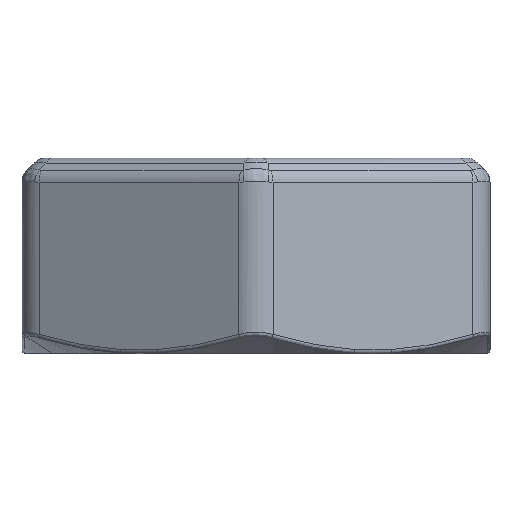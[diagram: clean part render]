
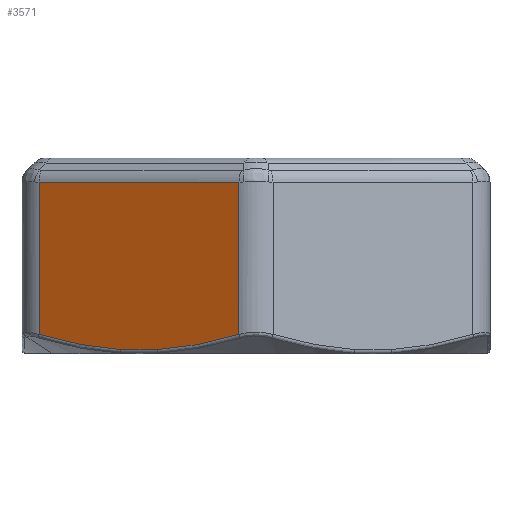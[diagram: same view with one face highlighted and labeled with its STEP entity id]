
A CAD part, left-side view. The second image highlights one B-rep face of the part: STEP entity #3571.
In plain terms, the highlighted planar face has unit normal (-0.866, 0.5, 0).
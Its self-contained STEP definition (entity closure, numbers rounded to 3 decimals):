
#266=CARTESIAN_POINT('Vertex',(-17.032,25.5,20.172)) ;
#301=CARTESIAN_POINT('Line Origine',(-23.59,14.142,20.172)) ;
#305=CARTESIAN_POINT('Vertex',(-30.6,2.,20.172)) ;
#2675=CARTESIAN_POINT('Line Origine',(-30.6,2.,10.5)) ;
#2679=CARTESIAN_POINT('Vertex',(-30.6,2.,2.291)) ;
#2704=CARTESIAN_POINT('Line Origine',(-17.032,25.5,10.5)) ;
#2708=CARTESIAN_POINT('Vertex',(-17.032,25.5,2.291)) ;
#3527=CARTESIAN_POINT('Axis2P3D Location',(-15.877,27.5,0.)) ;
#3533=CARTESIAN_POINT('Control Point',(-30.6,2.,2.291)) ;
#3534=CARTESIAN_POINT('Control Point',(-30.348,2.435,2.16)) ;
#3535=CARTESIAN_POINT('Control Point',(-30.098,2.869,2.035)) ;
#3536=CARTESIAN_POINT('Control Point',(-29.847,3.303,1.915)) ;
#3537=CARTESIAN_POINT('Control Point',(-28.73,5.239,1.402)) ;
#3538=CARTESIAN_POINT('Control Point',(-27.621,7.159,0.998)) ;
#3539=CARTESIAN_POINT('Control Point',(-26.766,8.639,0.757)) ;
#3540=CARTESIAN_POINT('Control Point',(-25.916,10.112,0.59)) ;
#3541=CARTESIAN_POINT('Control Point',(-25.069,11.58,0.5)) ;
#3542=CARTESIAN_POINT('Vertex',(-25.069,11.58,0.5)) ;
#3546=CARTESIAN_POINT('Control Point',(-22.563,15.92,0.5)) ;
#3547=CARTESIAN_POINT('Control Point',(-21.902,17.065,0.571)) ;
#3548=CARTESIAN_POINT('Control Point',(-21.239,18.212,0.687)) ;
#3549=CARTESIAN_POINT('Control Point',(-20.575,19.364,0.85)) ;
#3550=CARTESIAN_POINT('Control Point',(-19.47,21.276,1.192)) ;
#3551=CARTESIAN_POINT('Control Point',(-18.357,23.204,1.649)) ;
#3552=CARTESIAN_POINT('Control Point',(-17.917,23.967,1.847)) ;
#3553=CARTESIAN_POINT('Control Point',(-17.475,24.733,2.061)) ;
#3554=CARTESIAN_POINT('Control Point',(-17.032,25.5,2.291)) ;
#3555=CARTESIAN_POINT('Vertex',(-22.563,15.92,0.5)) ;
#3558=CARTESIAN_POINT('Line Origine',(-23.816,13.75,0.5)) ;
#303=VECTOR('Line Direction',#302,1.) ;
#2677=VECTOR('Line Direction',#2676,1.) ;
#2706=VECTOR('Line Direction',#2705,1.) ;
#3560=VECTOR('Line Direction',#3559,1.) ;
#302=DIRECTION('Vector Direction',(-0.5,-0.866,0.)) ;
#2676=DIRECTION('Vector Direction',(0.,0.,1.)) ;
#2705=DIRECTION('Vector Direction',(0.,0.,1.)) ;
#3528=DIRECTION('Axis2P3D Direction',(-0.866,0.5,0.)) ;
#3529=DIRECTION('Axis2P3D XDirection',(-0.5,-0.866,0.)) ;
#3559=DIRECTION('Vector Direction',(-0.5,-0.866,0.)) ;
#3530=AXIS2_PLACEMENT_3D('Plane Axis2P3D',#3527,#3528,#3529) ;
#304=LINE('Line',#301,#303) ;
#2678=LINE('Line',#2675,#2677) ;
#2707=LINE('Line',#2704,#2706) ;
#3561=LINE('Line',#3558,#3560) ;
#3531=PLANE('',#3530) ;
#307=EDGE_CURVE('',#267,#306,#304,.T.) ;
#2681=EDGE_CURVE('',#2680,#306,#2678,.T.) ;
#2710=EDGE_CURVE('',#2709,#267,#2707,.T.) ;
#3544=EDGE_CURVE('',#3543,#2680,#3532,.F.) ;
#3557=EDGE_CURVE('',#2709,#3556,#3545,.F.) ;
#3562=EDGE_CURVE('',#3556,#3543,#3561,.T.) ;
#3564=ORIENTED_EDGE('',*,*,#3544,.T.) ;
#3565=ORIENTED_EDGE('',*,*,#2681,.T.) ;
#3566=ORIENTED_EDGE('',*,*,#307,.F.) ;
#3567=ORIENTED_EDGE('',*,*,#2710,.F.) ;
#3568=ORIENTED_EDGE('',*,*,#3557,.T.) ;
#3569=ORIENTED_EDGE('',*,*,#3562,.T.) ;
#3563=EDGE_LOOP('',(#3564,#3565,#3566,#3567,#3568,#3569)) ;
#267=VERTEX_POINT('',#266) ;
#306=VERTEX_POINT('',#305) ;
#2680=VERTEX_POINT('',#2679) ;
#2709=VERTEX_POINT('',#2708) ;
#3543=VERTEX_POINT('',#3542) ;
#3556=VERTEX_POINT('',#3555) ;
#3571=ADVANCED_FACE('PartBody',(#3570),#3531,.T.) ;
#3532=B_SPLINE_CURVE_WITH_KNOTS('',5,(#3533,#3534,#3535,#3536,#3537,#3538,#3539,#3540,#3541),.UNSPECIFIED.,.F.,.U.,(6,3,6),(7.926,11.609,24.378),.UNSPECIFIED.) ;
#3545=B_SPLINE_CURVE_WITH_KNOTS('',5,(#3546,#3547,#3548,#3549,#3550,#3551,#3552,#3553,#3554),.UNSPECIFIED.,.F.,.U.,(6,3,6),(31.935,41.89,48.385),.UNSPECIFIED.) ;
#3570=FACE_OUTER_BOUND('',#3563,.T.) ;
